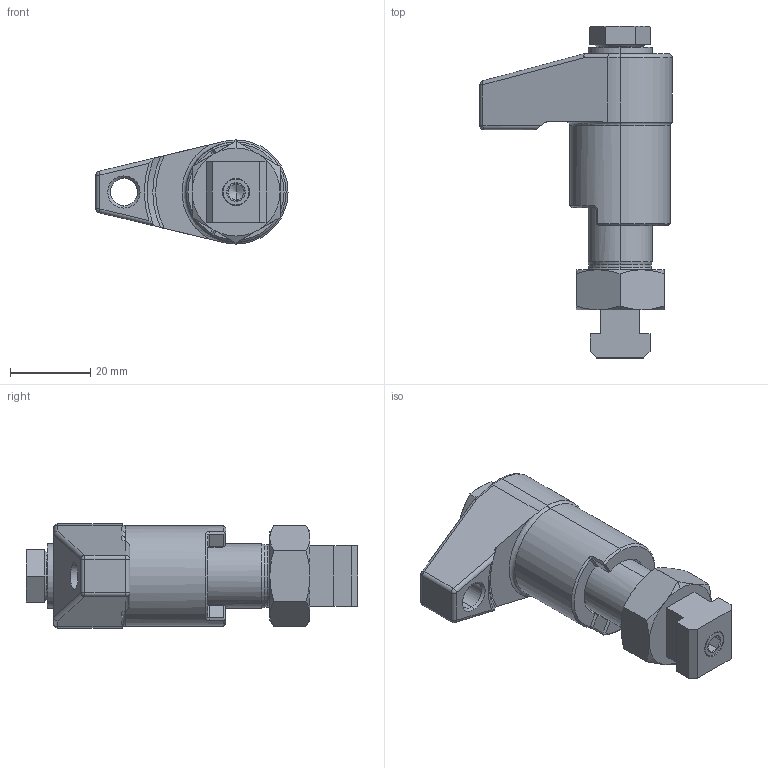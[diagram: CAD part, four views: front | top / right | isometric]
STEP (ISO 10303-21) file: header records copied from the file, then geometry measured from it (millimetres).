
FILE_DESCRIPTION (( 'STEP AP214' ), '1' );
FILE_NAME ('23310.0027_45mm.STEP', '2023-06-13T11:25:53', ( '' ), ( '' ), 'SwSTEP 2.0', 'SolidWorks 2021', '' );
FILE_SCHEMA (( 'AUTOMOTIVE_DESIGN' ));
Length unit declared in the file: millimetre
Products named in the file (1): 23310.0027_45mm
Bounding box: 48 x 82.9 x 26 mm (x, y, z)
Volume: 35829.9 mm3; surface area: 8890.8 mm2
Topology: 1 solids, 1 shells, 157 faces, 365 edges, 214 vertices
Faces by surface type: plane 58, cone 46, cylinder 36, torus 9, sphere 4, bspline 4
Entity records: 6679 total; most frequent: CARTESIAN_POINT 1543, ORIENTED_EDGE 724, DIRECTION 715, EDGE_CURVE 362, AXIS2_PLACEMENT_3D 282, VERTEX_POINT 214, EDGE_LOOP 166, FACE_OUTER_BOUND 157
